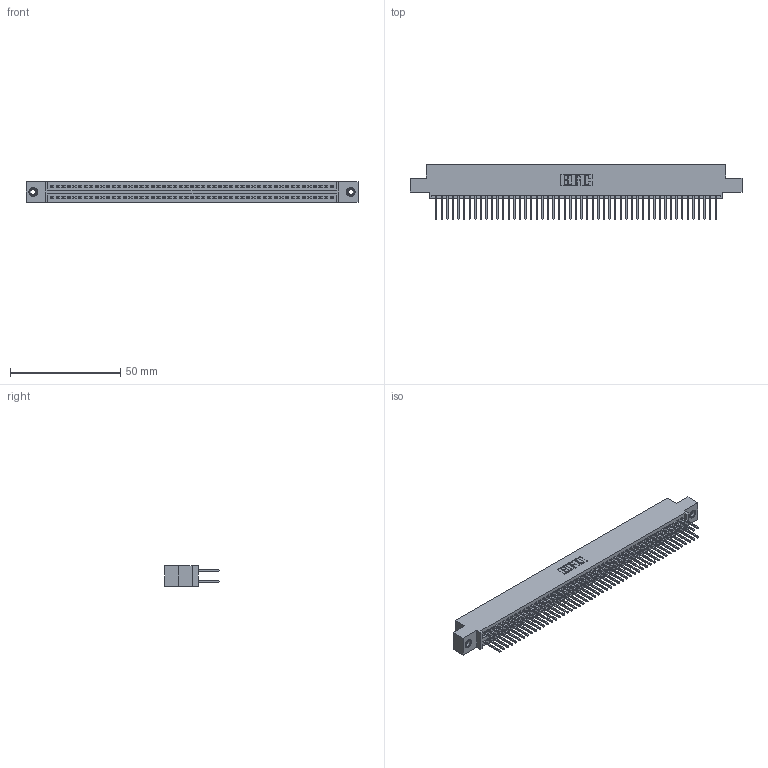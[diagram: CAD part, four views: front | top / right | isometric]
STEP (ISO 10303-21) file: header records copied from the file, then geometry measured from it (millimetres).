
FILE_DESCRIPTION (( 'STEP AP203' ), '1' );
FILE_NAME ('395-102-523-508.STEP', '2019-10-26T17:40:23', ( '' ), ( '' ), 'SwSTEP 2.0', 'SolidWorks 2016', '' );
FILE_SCHEMA (( 'CONFIG_CONTROL_DESIGN' ));
Length unit declared in the file: inch
Products named in the file (4): 345 Part_0.110 Offset - 0.156 Dia-TI; 345-292-001_345-293-123; 345-250-001_345-250-003-102; 395-102-523-508
Assembly tree (105 placements, depth 2):
  395-102-523-508
    345 Part_0.110 Offset - 0.156 Dia-TI
    345-292-001_345-293-123  x102
    345-250-001_345-250-003-102  x2
Bounding box: 150.75 x 24.82 x 9.4 mm (x, y, z)
Volume: 14856.7 mm3; surface area: 23179 mm2
Topology: 105 solids, 105 shells, 5290 faces, 15687 edges, 10314 vertices
Faces by surface type: plane 3482, cylinder 1792, cone 12, torus 4
Entity records: 40140 total; most frequent: CARTESIAN_POINT 6703, ORIENTED_EDGE 6630, DIRECTION 5925, EDGE_CURVE 3315, VECTOR 2959, LINE 2959, VERTEX_POINT 2204, AXIS2_PLACEMENT_3D 1483
